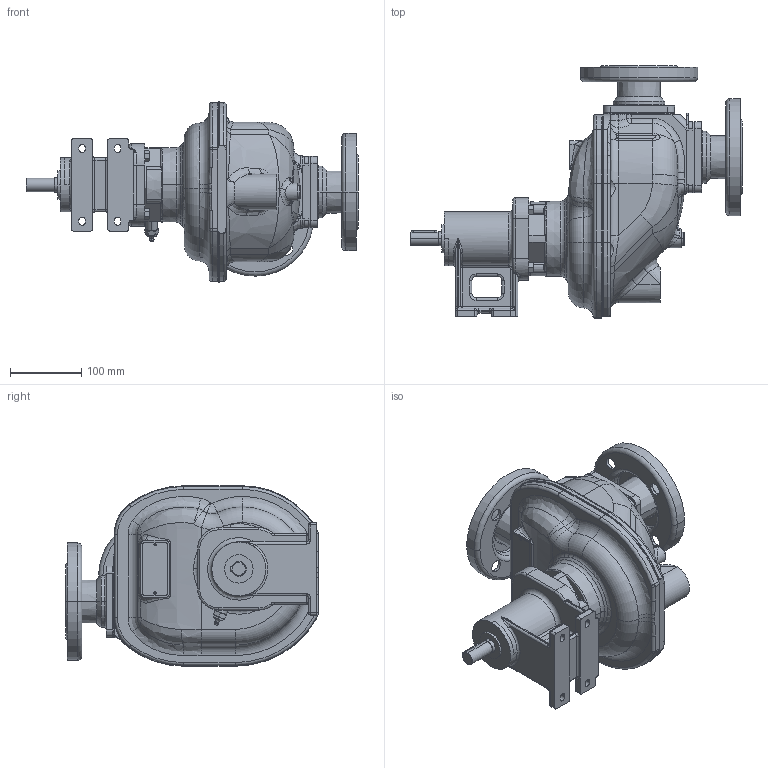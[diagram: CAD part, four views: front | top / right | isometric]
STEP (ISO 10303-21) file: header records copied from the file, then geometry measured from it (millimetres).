
FILE_DESCRIPTION((''),'2;1');
FILE_NAME('S_51-50_K_S_F','2023-09-18T11:16:50',('Nicola'),(''),'CREO PARAMETRIC BY PTC INC, 2023134','CREO PARAMETRIC BY PTC INC, 2023134','');
FILE_SCHEMA(('CONFIG_CONTROL_DESIGN'));
Products named in the file (1): S_51-50_K_S_F
Bounding box: 467.5 x 356.13 x 254 mm (x, y, z)
Volume: 5924154.3 mm3; surface area: 749158.4 mm2
Topology: 1 solids, 1 shells, 1702 faces, 4081 edges, 2452 vertices
Faces by surface type: cylinder 542, bspline 435, plane 400, cone 153, torus 132, sphere 32, extrusion 8
Entity records: 89921 total; most frequent: CARTESIAN_POINT 53431, ORIENTED_EDGE 8116, DIRECTION 6962, EDGE_CURVE 4058, AXIS2_PLACEMENT_3D 2873, VERTEX_POINT 2452, EDGE_LOOP 1850, FACE_OUTER_BOUND 1702
